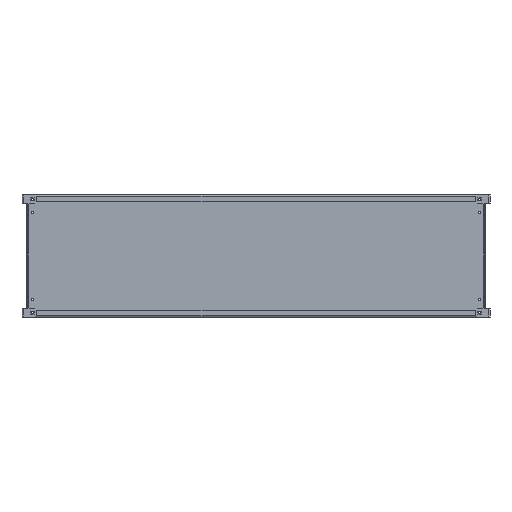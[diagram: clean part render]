
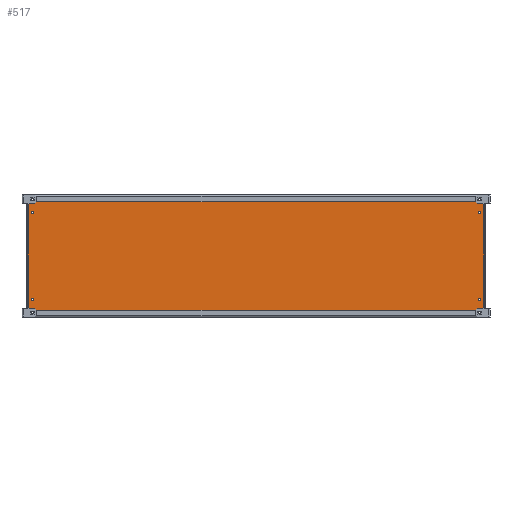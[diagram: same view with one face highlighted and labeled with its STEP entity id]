
A CAD part, top view. The second image highlights one B-rep face of the part: STEP entity #517.
In plain terms, the highlighted planar face has unit normal (0, 0, 1).
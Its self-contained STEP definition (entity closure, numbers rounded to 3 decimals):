
#359=FACE_BOUND('',#809,.T.);
#360=FACE_BOUND('',#810,.T.);
#361=FACE_BOUND('',#811,.T.);
#362=FACE_BOUND('',#812,.T.);
#363=FACE_BOUND('',#813,.T.);
#364=FACE_BOUND('',#814,.T.);
#365=FACE_BOUND('',#815,.T.);
#366=FACE_BOUND('',#816,.T.);
#367=FACE_BOUND('',#817,.T.);
#517=ADVANCED_FACE('F2',(#359,#360,#361,#362,#363,#364,#365,#366,#367),
#616,.F.);
#616=PLANE('',#2634);
#809=EDGE_LOOP('',(#1253,#1254,#1255,#1256,#1257,#1258,#1259,#1260,#1261,
#1262,#1263,#1264));
#810=EDGE_LOOP('',(#1265));
#811=EDGE_LOOP('',(#1266));
#812=EDGE_LOOP('',(#1267));
#813=EDGE_LOOP('',(#1268));
#814=EDGE_LOOP('',(#1269));
#815=EDGE_LOOP('',(#1270));
#816=EDGE_LOOP('',(#1271));
#817=EDGE_LOOP('',(#1272));
#929=CIRCLE('',#2544,5.);
#931=CIRCLE('',#2547,5.);
#933=CIRCLE('',#2550,5.);
#935=CIRCLE('',#2553,5.);
#937=CIRCLE('',#2556,9.5);
#939=CIRCLE('',#2559,9.5);
#941=CIRCLE('',#2562,9.5);
#943=CIRCLE('',#2565,9.5);
#1253=ORIENTED_EDGE('',*,*,#2006,.F.);
#1254=ORIENTED_EDGE('',*,*,#2010,.F.);
#1255=ORIENTED_EDGE('',*,*,#1976,.F.);
#1256=ORIENTED_EDGE('',*,*,#2011,.F.);
#1257=ORIENTED_EDGE('',*,*,#1920,.F.);
#1258=ORIENTED_EDGE('',*,*,#1894,.F.);
#1259=ORIENTED_EDGE('',*,*,#2012,.F.);
#1260=ORIENTED_EDGE('',*,*,#2013,.F.);
#1261=ORIENTED_EDGE('',*,*,#1890,.F.);
#1262=ORIENTED_EDGE('',*,*,#2014,.F.);
#1263=ORIENTED_EDGE('',*,*,#2001,.F.);
#1264=ORIENTED_EDGE('',*,*,#2009,.F.);
#1265=ORIENTED_EDGE('',*,*,#1889,.F.);
#1266=ORIENTED_EDGE('',*,*,#1886,.F.);
#1267=ORIENTED_EDGE('',*,*,#1883,.F.);
#1268=ORIENTED_EDGE('',*,*,#1880,.F.);
#1269=ORIENTED_EDGE('',*,*,#1877,.F.);
#1270=ORIENTED_EDGE('',*,*,#1874,.F.);
#1271=ORIENTED_EDGE('',*,*,#1871,.F.);
#1272=ORIENTED_EDGE('',*,*,#1868,.F.);
#1652=VERTEX_POINT('',#3371);
#1654=VERTEX_POINT('',#3377);
#1656=VERTEX_POINT('',#3383);
#1658=VERTEX_POINT('',#3389);
#1660=VERTEX_POINT('',#3395);
#1662=VERTEX_POINT('',#3401);
#1664=VERTEX_POINT('',#3407);
#1666=VERTEX_POINT('',#3413);
#1668=VERTEX_POINT('',#3419);
#1669=VERTEX_POINT('',#3420);
#1672=VERTEX_POINT('',#3428);
#1673=VERTEX_POINT('',#3429);
#1691=VERTEX_POINT('',#3481);
#1732=VERTEX_POINT('',#3594);
#1733=VERTEX_POINT('',#3595);
#1749=VERTEX_POINT('',#3652);
#1750=VERTEX_POINT('',#3654);
#1752=VERTEX_POINT('',#3662);
#1754=VERTEX_POINT('',#3665);
#1755=VERTEX_POINT('',#3674);
#1868=EDGE_CURVE('E1',#1652,#1652,#929,.T.);
#1871=EDGE_CURVE('E2',#1654,#1654,#931,.T.);
#1874=EDGE_CURVE('E3',#1656,#1656,#933,.T.);
#1877=EDGE_CURVE('E4',#1658,#1658,#935,.T.);
#1880=EDGE_CURVE('E5',#1660,#1660,#937,.T.);
#1883=EDGE_CURVE('E6',#1662,#1662,#939,.T.);
#1886=EDGE_CURVE('E7',#1664,#1664,#941,.T.);
#1889=EDGE_CURVE('E8',#1666,#1666,#943,.T.);
#1890=EDGE_CURVE('E18',#1668,#1669,#2186,.T.);
#1894=EDGE_CURVE('E15',#1672,#1673,#2188,.T.);
#1920=EDGE_CURVE('E14',#1673,#1691,#2211,.T.);
#1976=EDGE_CURVE('E12',#1732,#1733,#2247,.T.);
#2001=EDGE_CURVE('E20',#1749,#1750,#2262,.T.);
#2006=EDGE_CURVE('E10',#1752,#1754,#2267,.T.);
#2009=EDGE_CURVE('E9',#1754,#1749,#2268,.T.);
#2010=EDGE_CURVE('E11',#1733,#1752,#2269,.T.);
#2011=EDGE_CURVE('E13',#1691,#1732,#2270,.T.);
#2012=EDGE_CURVE('E16',#1755,#1672,#2271,.T.);
#2013=EDGE_CURVE('E17',#1669,#1755,#2272,.T.);
#2014=EDGE_CURVE('E19',#1750,#1668,#2273,.T.);
#2186=LINE('',#3418,#2368);
#2188=LINE('',#3427,#2370);
#2211=LINE('',#3480,#2393);
#2247=LINE('',#3593,#2429);
#2262=LINE('',#3653,#2444);
#2267=LINE('',#3664,#2449);
#2268=LINE('',#3669,#2450);
#2269=LINE('',#3671,#2451);
#2270=LINE('',#3672,#2452);
#2271=LINE('',#3673,#2453);
#2272=LINE('',#3675,#2454);
#2273=LINE('',#3676,#2455);
#2368=VECTOR('',#2822,1.);
#2370=VECTOR('',#2830,1.);
#2393=VECTOR('',#2875,1.);
#2429=VECTOR('',#2983,1.);
#2444=VECTOR('',#3020,1.);
#2449=VECTOR('',#3029,1.);
#2450=VECTOR('',#3036,1.);
#2451=VECTOR('',#3039,1.);
#2452=VECTOR('',#3040,1.);
#2453=VECTOR('',#3041,1.);
#2454=VECTOR('',#3042,1.);
#2455=VECTOR('',#3043,1.);
#2544=AXIS2_PLACEMENT_3D('',#3374,#2769,#2770);
#2547=AXIS2_PLACEMENT_3D('',#3380,#2776,#2777);
#2550=AXIS2_PLACEMENT_3D('',#3386,#2783,#2784);
#2553=AXIS2_PLACEMENT_3D('',#3392,#2790,#2791);
#2556=AXIS2_PLACEMENT_3D('',#3398,#2797,#2798);
#2559=AXIS2_PLACEMENT_3D('',#3404,#2804,#2805);
#2562=AXIS2_PLACEMENT_3D('',#3410,#2811,#2812);
#2565=AXIS2_PLACEMENT_3D('',#3416,#2818,#2819);
#2634=AXIS2_PLACEMENT_3D('',#3677,#3044,#3045);
#2769=DIRECTION('',(0.,0.,1.));
#2770=DIRECTION('',(1.,0.,0.));
#2776=DIRECTION('',(0.,0.,1.));
#2777=DIRECTION('',(1.,0.,0.));
#2783=DIRECTION('',(0.,0.,1.));
#2784=DIRECTION('',(1.,0.,0.));
#2790=DIRECTION('',(0.,0.,1.));
#2791=DIRECTION('',(1.,0.,0.));
#2797=DIRECTION('',(0.,0.,1.));
#2798=DIRECTION('',(1.,0.,0.));
#2804=DIRECTION('',(0.,0.,1.));
#2805=DIRECTION('',(1.,0.,0.));
#2811=DIRECTION('',(0.,0.,1.));
#2812=DIRECTION('',(1.,0.,0.));
#2818=DIRECTION('',(0.,0.,1.));
#2819=DIRECTION('',(1.,0.,0.));
#2822=DIRECTION('',(1.,0.,0.));
#2830=DIRECTION('',(0.,-1.,0.));
#2875=DIRECTION('',(1.,0.,0.));
#2983=DIRECTION('',(-1.,0.,0.));
#3020=DIRECTION('',(-1.,0.,0.));
#3029=DIRECTION('',(1.,0.,0.));
#3036=DIRECTION('',(0.,1.,0.));
#3039=DIRECTION('',(0.,1.,0.));
#3040=DIRECTION('',(0.,-1.,0.));
#3041=DIRECTION('',(-1.,0.,0.));
#3042=DIRECTION('',(0.,-1.,0.));
#3043=DIRECTION('',(0.,1.,0.));
#3044=DIRECTION('',(0.,0.,-1.));
#3045=DIRECTION('',(0.,1.,0.));
#3371=CARTESIAN_POINT('',(2198.979,-921.755,84.138));
#3374=CARTESIAN_POINT('',(2198.979,-916.755,84.138));
#3377=CARTESIAN_POINT('',(2198.979,-567.755,84.138));
#3380=CARTESIAN_POINT('',(2198.979,-562.755,84.138));
#3383=CARTESIAN_POINT('',(373.979,-567.755,84.138));
#3386=CARTESIAN_POINT('',(373.979,-562.755,84.138));
#3389=CARTESIAN_POINT('',(373.979,-921.755,84.138));
#3392=CARTESIAN_POINT('',(373.979,-916.755,84.138));
#3395=CARTESIAN_POINT('',(2198.979,-980.755,84.138));
#3398=CARTESIAN_POINT('',(2198.979,-971.255,84.138));
#3401=CARTESIAN_POINT('',(2198.979,-517.755,84.138));
#3404=CARTESIAN_POINT('',(2198.979,-508.255,84.138));
#3407=CARTESIAN_POINT('',(373.979,-517.755,84.138));
#3410=CARTESIAN_POINT('',(373.979,-508.255,84.138));
#3413=CARTESIAN_POINT('',(373.979,-980.755,84.138));
#3416=CARTESIAN_POINT('',(373.979,-971.255,84.138));
#3418=CARTESIAN_POINT('',(1386.479,-496.055,84.138));
#3419=CARTESIAN_POINT('',(353.479,-496.055,84.138));
#3420=CARTESIAN_POINT('',(2219.479,-496.055,84.138));
#3427=CARTESIAN_POINT('',(2216.179,-739.755,84.138));
#3428=CARTESIAN_POINT('',(2216.179,-498.255,84.138));
#3429=CARTESIAN_POINT('',(2216.179,-981.255,84.138));
#3480=CARTESIAN_POINT('',(2217.829,-981.255,84.138));
#3481=CARTESIAN_POINT('',(2219.479,-981.255,84.138));
#3593=CARTESIAN_POINT('',(1386.479,-983.455,84.138));
#3594=CARTESIAN_POINT('',(2219.479,-983.455,84.138));
#3595=CARTESIAN_POINT('',(353.479,-983.455,84.138));
#3652=CARTESIAN_POINT('',(356.779,-498.255,84.138));
#3653=CARTESIAN_POINT('',(355.129,-498.255,84.138));
#3654=CARTESIAN_POINT('',(353.479,-498.255,84.138));
#3662=CARTESIAN_POINT('',(353.479,-981.256,84.138));
#3664=CARTESIAN_POINT('',(350.164,-981.256,84.138));
#3665=CARTESIAN_POINT('',(356.779,-981.256,84.138));
#3669=CARTESIAN_POINT('',(356.779,-983.485,84.138));
#3671=CARTESIAN_POINT('',(353.479,-982.356,84.138));
#3672=CARTESIAN_POINT('',(2219.479,-982.355,84.138));
#3673=CARTESIAN_POINT('',(2217.829,-498.255,84.138));
#3674=CARTESIAN_POINT('',(2219.479,-498.255,84.138));
#3675=CARTESIAN_POINT('',(2219.479,-497.155,84.138));
#3676=CARTESIAN_POINT('',(353.479,-497.155,84.138));
#3677=CARTESIAN_POINT('',(553.449,-983.485,84.138));
